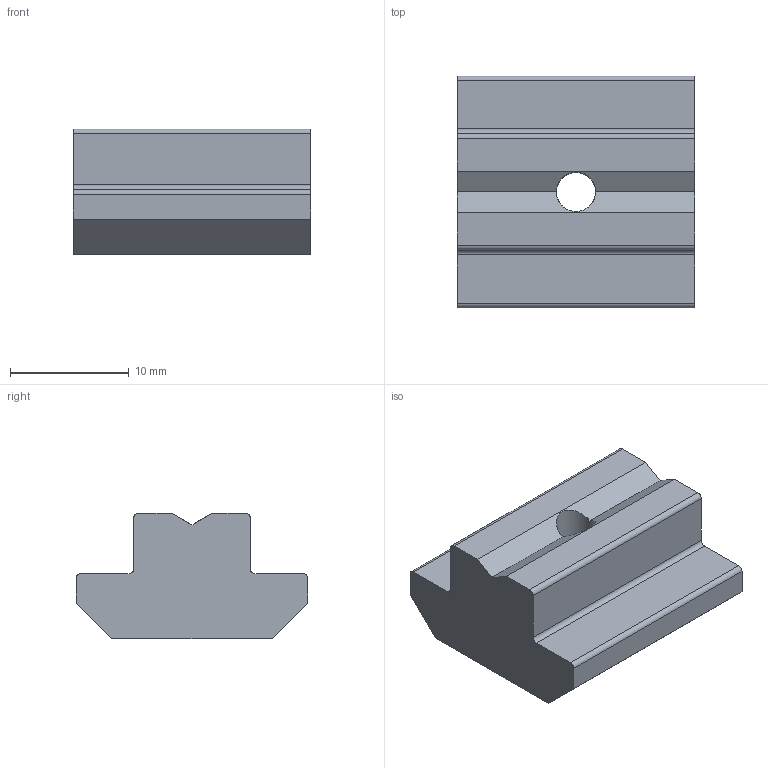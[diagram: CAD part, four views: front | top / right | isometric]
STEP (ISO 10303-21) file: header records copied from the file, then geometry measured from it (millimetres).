
FILE_DESCRIPTION(('STEP AP203'),'1');
FILE_NAME('FIXE10B1135.stp','2023-10-17T10:22:10',(' '),(' '),'Spatial InterOp 3D',' ',' ');
FILE_SCHEMA(('CONFIG_CONTROL_DESIGN'));
Length unit declared in the file: millimetre
Products named in the file (1): Ecrou coulisseau 10 St M4 lourd rainuré
Bounding box: 20 x 19.5 x 10.6 mm (x, y, z)
Volume: 2843 mm3; surface area: 1504.1 mm2
Topology: 1 solids, 1 shells, 22 faces, 62 edges, 41 vertices
Faces by surface type: plane 15, cylinder 7
Full cylindrical faces by diameter (mm): 3.3 x1
Entity records: 876 total; most frequent: CARTESIAN_POINT 125, DIRECTION 122, ORIENTED_EDGE 122, EDGE_CURVE 61, LINE 46, VECTOR 46, VERTEX_POINT 41, AXIS2_PLACEMENT_3D 38
